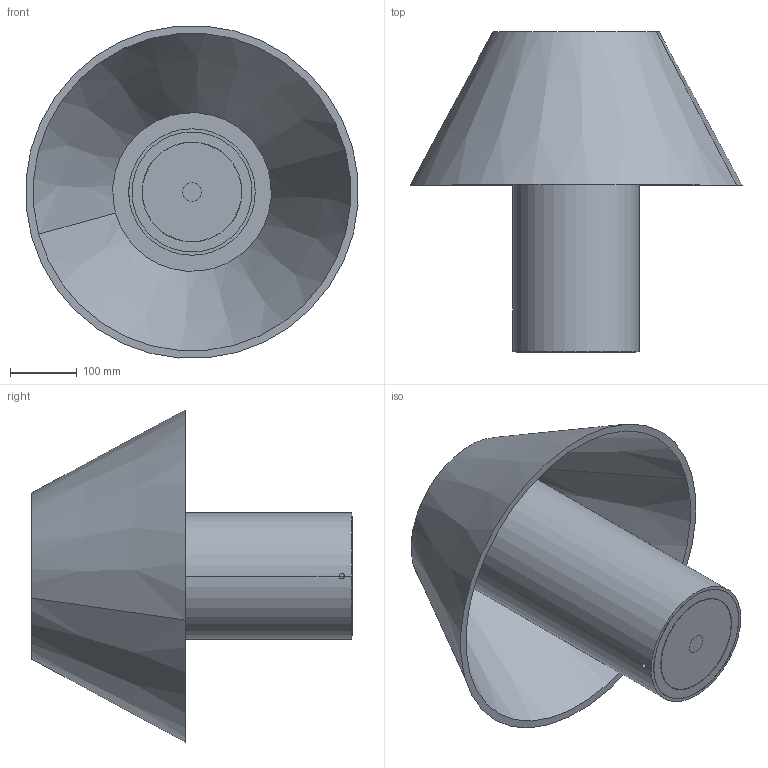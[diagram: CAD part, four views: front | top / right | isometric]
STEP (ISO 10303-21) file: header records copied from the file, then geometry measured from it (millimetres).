
FILE_DESCRIPTION (( 'STEP AP214' ), '1' );
FILE_NAME ('PETRA M GR.STEP', '2021-06-21T11:44:54', ( 'Josep Sancho' ), ( '' ), 'SwSTEP 2.0', 'SolidWorks 2013', '' );
FILE_SCHEMA (( 'AUTOMOTIVE_DESIGN' ));
Length unit declared in the file: millimetre
Products named in the file (4): FIELTRO; 066601600000 - PANTALLA CONICA ALABASTRO TORNEADA DIAM.500X230MM; 052600900000 - CUERPO ALABASTRO TORNEADO DIAM.190X470MM PETRA GR; PETRA M GR
Assembly tree (3 placements, depth 2):
  PETRA M GR
    052600900000 - CUERPO ALABASTRO TORNEADO DIAM.190X470MM PETRA GR
    066601600000 - PANTALLA CONICA ALABASTRO TORNEADA DIAM.500X230MM
    FIELTRO
Bounding box: 498.37 x 480.5 x 498.37 mm (x, y, z)
Volume: 7365427.2 mm3; surface area: 1327756.7 mm2
Topology: 3 solids, 3 shells, 64 faces, 164 edges, 108 vertices
Faces by surface type: cylinder 30, plane 26, torus 4, cone 4
Entity records: 2282 total; most frequent: CARTESIAN_POINT 478, DIRECTION 368, ORIENTED_EDGE 328, EDGE_CURVE 164, AXIS2_PLACEMENT_3D 142, VERTEX_POINT 108, EDGE_LOOP 86, LINE 84
